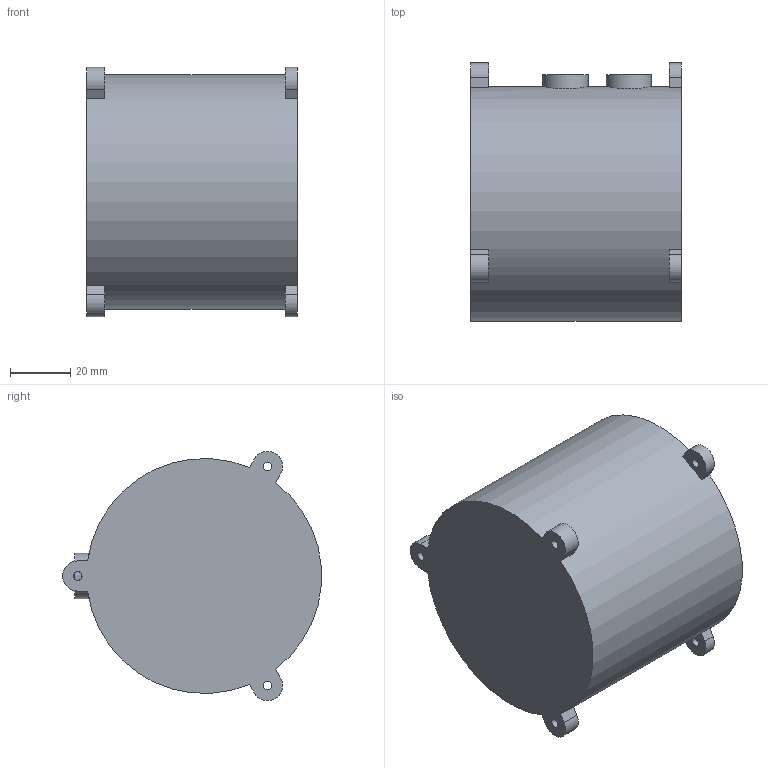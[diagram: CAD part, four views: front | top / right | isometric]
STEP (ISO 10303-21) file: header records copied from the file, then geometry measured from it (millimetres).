
FILE_DESCRIPTION(/* description */ (''),/* implementation_level */ '2;1');
FILE_NAME(/* name */ 'ARM 2 MAIN V4.step',/* time_stamp */ '2024-08-12T00:34:48-04:00',/* author */ (''),/* organization */ (''),/* preprocessor_version */ 'ST-DEVELOPER v20',/* originating_system */ 'Autodesk Translation Framework v13.14.0.145',/* authorisation */ '');
FILE_SCHEMA (('AUTOMOTIVE_DESIGN { 1 0 10303 214 3 1 1 }'));
Length unit declared in the file: millimetre
Products named in the file (1): ARM 2
Bounding box: 70 x 85.86 x 82.75 mm (x, y, z)
Volume: 123340.4 mm3; surface area: 42024.1 mm2
Topology: 1 solids, 1 shells, 69 faces, 177 edges, 118 vertices
Faces by surface type: plane 44, cylinder 25
Full cylindrical faces by diameter (mm): 2.85 x6, 4.6 x3, 5.9 x2, 8.6 x2, 15 x2, 27 x1, 35.1 x1, 70 x1, 78 x1
Entity records: 2279 total; most frequent: CARTESIAN_POINT 505, DIRECTION 363, ORIENTED_EDGE 354, EDGE_CURVE 177, AXIS2_PLACEMENT_3D 128, VERTEX_POINT 118, LINE 107, VECTOR 107
